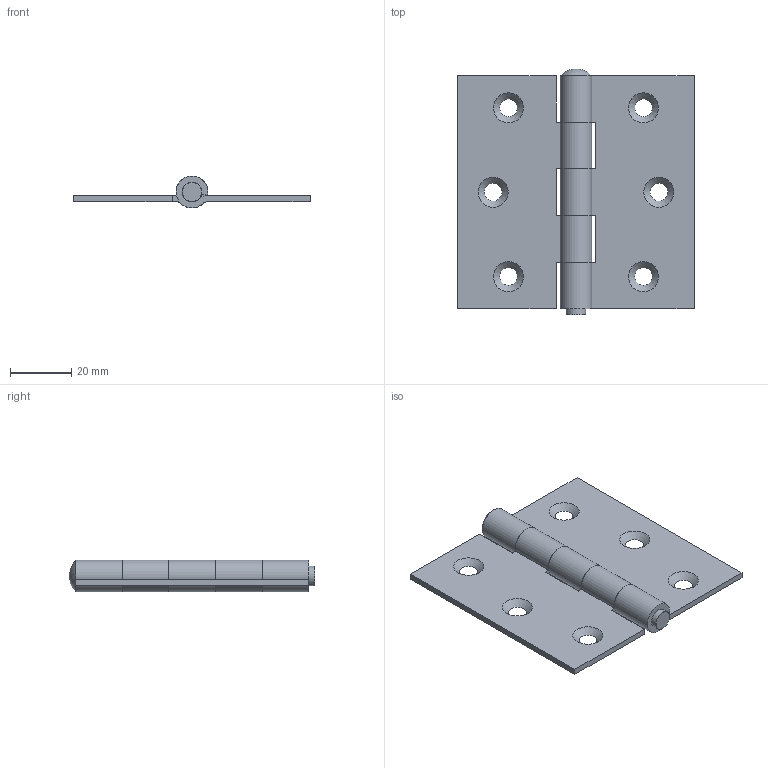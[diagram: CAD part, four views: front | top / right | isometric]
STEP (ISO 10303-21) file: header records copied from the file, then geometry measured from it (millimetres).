
FILE_DESCRIPTION (( 'STEP AP203' ), '1' );
FILE_NAME ('458-11.step', '2021-11-25T13:28:14', ( '' ), ( '' ), 'SwSTEP 2.0', 'SolidWorks 2018', '' );
FILE_SCHEMA (( 'CONFIG_CONTROL_DESIGN' ));
Length unit declared in the file: millimetre
Products named in the file (7): 458-11 Teil2; 458-11; 458-11 Teil1; 458-11 Teil3
Assembly tree (3 placements, depth 2):
  458-11 Teil2
  458-11
    458-11 Teil1
    458-11 Teil2
    458-11 Teil3
  458-11 Teil1
  458-11 Teil3
Bounding box: 77 x 80.15 x 10.38 mm (x, y, z)
Volume: 15959.8 mm3; surface area: 16914.2 mm2
Topology: 3 solids, 3 shells, 241 faces, 648 edges, 434 vertices
Faces by surface type: plane 139, bspline 73, cylinder 21, cone 7, sphere 1
Full cylindrical faces by diameter (mm): 6.4 x1
Entity records: 11730 total; most frequent: CARTESIAN_POINT 5535, ORIENTED_EDGE 1268, DIRECTION 894, EDGE_CURVE 634, LINE 432, VECTOR 432, VERTEX_POINT 428, EDGE_LOOP 282
